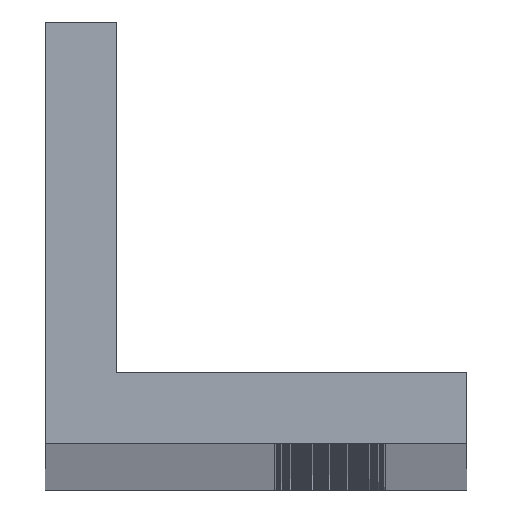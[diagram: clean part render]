
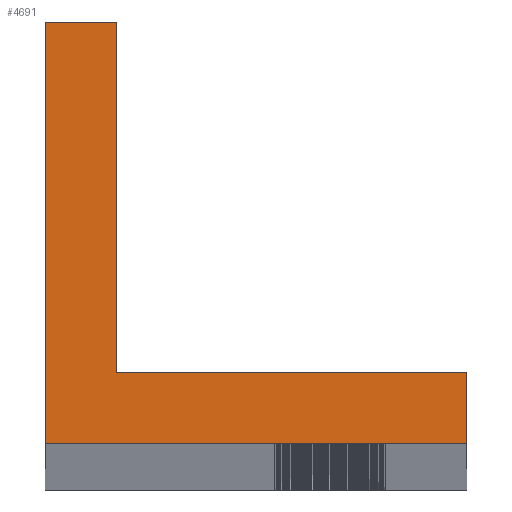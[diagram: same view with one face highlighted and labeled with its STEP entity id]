
A CAD part, top view. The second image highlights one B-rep face of the part: STEP entity #4691.
In plain terms, the highlighted planar face has unit normal (0, 0, 1).
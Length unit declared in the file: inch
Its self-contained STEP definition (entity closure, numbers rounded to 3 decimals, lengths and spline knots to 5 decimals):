
#262 = VECTOR ( 'NONE', #10877, 39.37008 ) ;
#324 = LINE ( 'NONE', #8968, #9932 ) ;
#381 = CARTESIAN_POINT ( 'NONE',  ( 0.74, 0., 0. ) ) ;
#522 = DIRECTION ( 'NONE',  ( -1., 0., 0. ) ) ;
#1180 = LINE ( 'NONE', #6861, #1431 ) ;
#1369 = CARTESIAN_POINT ( 'NONE',  ( 0., 0.74, 0. ) ) ;
#1431 = VECTOR ( 'NONE', #2589, 39.37008 ) ;
#1856 = VERTEX_POINT ( 'NONE', #12884 ) ;
#2274 = ORIENTED_EDGE ( 'NONE', *, *, #4549, .T. ) ;
#2358 = VERTEX_POINT ( 'NONE', #1369 ) ;
#2589 = DIRECTION ( 'NONE',  ( 0., 1., 0. ) ) ;
#3447 = DIRECTION ( 'NONE',  ( 0., -1., 0. ) ) ;
#3462 = EDGE_CURVE ( 'NONE', #6263, #1856, #13962, .T. ) ;
#3484 = ORIENTED_EDGE ( 'NONE', *, *, #4089, .T. ) ;
#3634 = LINE ( 'NONE', #381, #11910 ) ;
#3716 = PLANE ( 'NONE',  #5698 ) ;
#3994 = CARTESIAN_POINT ( 'NONE',  ( 0., 0., 0. ) ) ;
#4089 = EDGE_CURVE ( 'NONE', #7365, #5684, #1180, .T. ) ;
#4389 = CARTESIAN_POINT ( 'NONE',  ( 0.125, 0.74, 0. ) ) ;
#4422 = LINE ( 'NONE', #6560, #262 ) ;
#4439 = LINE ( 'NONE', #13157, #4905 ) ;
#4549 = EDGE_CURVE ( 'NONE', #1856, #2358, #4422, .T. ) ;
#4691 = ADVANCED_FACE ( 'NONE', ( #6984 ), #3716, .F. ) ;
#4905 = VECTOR ( 'NONE', #3447, 39.37008 ) ;
#5543 = CARTESIAN_POINT ( 'NONE',  ( 0.125, 0.125, 0. ) ) ;
#5684 = VERTEX_POINT ( 'NONE', #13864 ) ;
#5698 = AXIS2_PLACEMENT_3D ( 'NONE', #8041, #5918, #522 ) ;
#5817 = EDGE_LOOP ( 'NONE', ( #13038, #3484, #7284, #6743, #2274, #10651 ) ) ;
#5918 = DIRECTION ( 'NONE',  ( 0., 0., -1. ) ) ;
#6263 = VERTEX_POINT ( 'NONE', #5543 ) ;
#6405 = VECTOR ( 'NONE', #12830, 39.37008 ) ;
#6560 = CARTESIAN_POINT ( 'NONE',  ( 0., 0.74, 0. ) ) ;
#6743 = ORIENTED_EDGE ( 'NONE', *, *, #3462, .T. ) ;
#6861 = CARTESIAN_POINT ( 'NONE',  ( 0.74, 0.125, 0. ) ) ;
#6984 = FACE_OUTER_BOUND ( 'NONE', #5817, .T. ) ;
#7211 = EDGE_CURVE ( 'NONE', #5684, #6263, #324, .T. ) ;
#7284 = ORIENTED_EDGE ( 'NONE', *, *, #7211, .T. ) ;
#7365 = VERTEX_POINT ( 'NONE', #7750 ) ;
#7750 = CARTESIAN_POINT ( 'NONE',  ( 0.74, 0., 0. ) ) ;
#8041 = CARTESIAN_POINT ( 'NONE',  ( 0., 0., 0. ) ) ;
#8968 = CARTESIAN_POINT ( 'NONE',  ( 0.125, 0.125, 0. ) ) ;
#9932 = VECTOR ( 'NONE', #13292, 39.37008 ) ;
#10124 = VERTEX_POINT ( 'NONE', #3994 ) ;
#10651 = ORIENTED_EDGE ( 'NONE', *, *, #12322, .T. ) ;
#10877 = DIRECTION ( 'NONE',  ( -1., 0., 0. ) ) ;
#11498 = EDGE_CURVE ( 'NONE', #10124, #7365, #3634, .T. ) ;
#11910 = VECTOR ( 'NONE', #12357, 39.37008 ) ;
#12322 = EDGE_CURVE ( 'NONE', #2358, #10124, #4439, .T. ) ;
#12357 = DIRECTION ( 'NONE',  ( 1., 0., 0. ) ) ;
#12830 = DIRECTION ( 'NONE',  ( 0., 1., 0. ) ) ;
#12884 = CARTESIAN_POINT ( 'NONE',  ( 0.125, 0.74, 0. ) ) ;
#13038 = ORIENTED_EDGE ( 'NONE', *, *, #11498, .T. ) ;
#13157 = CARTESIAN_POINT ( 'NONE',  ( 0., 0., 0. ) ) ;
#13292 = DIRECTION ( 'NONE',  ( -1., 0., 0. ) ) ;
#13864 = CARTESIAN_POINT ( 'NONE',  ( 0.74, 0.125, 0. ) ) ;
#13962 = LINE ( 'NONE', #4389, #6405 ) ;
